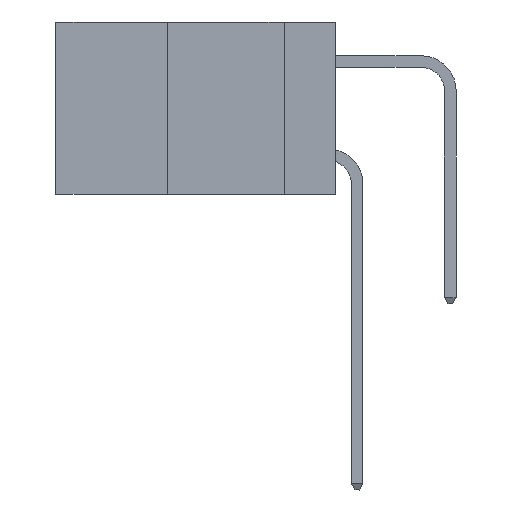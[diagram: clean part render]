
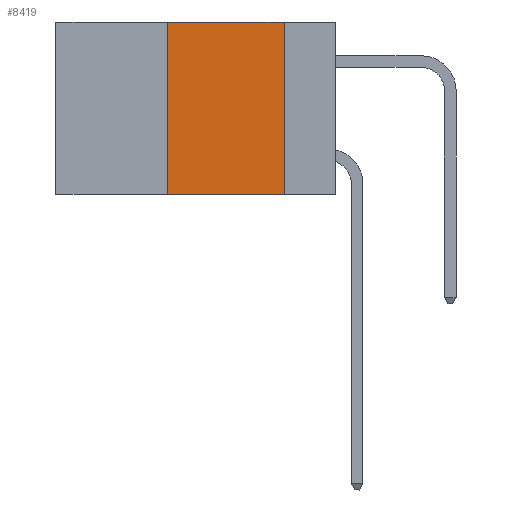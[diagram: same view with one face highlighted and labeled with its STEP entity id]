
A CAD part, left-side view. The second image highlights one B-rep face of the part: STEP entity #8419.
In plain terms, the highlighted planar face has unit normal (-1, 0, 0).
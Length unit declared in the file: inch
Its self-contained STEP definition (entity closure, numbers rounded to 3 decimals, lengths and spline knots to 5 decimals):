
#197 = VERTEX_POINT ( 'NONE', #7222 ) ;
#212 = VECTOR ( 'NONE', #6541, 39.37008 ) ;
#821 = VECTOR ( 'NONE', #6189, 39.37008 ) ;
#1265 = ORIENTED_EDGE ( 'NONE', *, *, #6900, .F. ) ;
#1724 = LINE ( 'NONE', #3533, #1880 ) ;
#1770 = VERTEX_POINT ( 'NONE', #5725 ) ;
#1801 = VERTEX_POINT ( 'NONE', #8076 ) ;
#1880 = VECTOR ( 'NONE', #4376, 39.37008 ) ;
#1944 = DIRECTION ( 'NONE',  ( 1., 0., 0. ) ) ;
#2329 = LINE ( 'NONE', #11049, #4773 ) ;
#3303 = ORIENTED_EDGE ( 'NONE', *, *, #7168, .F. ) ;
#3533 = CARTESIAN_POINT ( 'NONE',  ( 0., 0.36, 0. ) ) ;
#3817 = LINE ( 'NONE', #7246, #821 ) ;
#4063 = AXIS2_PLACEMENT_3D ( 'NONE', #4537, #1944, #6115 ) ;
#4376 = DIRECTION ( 'NONE',  ( 0., 0., 1. ) ) ;
#4537 = CARTESIAN_POINT ( 'NONE',  ( 0., 0.6, 0. ) ) ;
#4597 = PLANE ( 'NONE',  #4063 ) ;
#4773 = VECTOR ( 'NONE', #4934, 39.37008 ) ;
#4850 = LINE ( 'NONE', #10798, #212 ) ;
#4934 = DIRECTION ( 'NONE',  ( 0., 0., -1. ) ) ;
#4939 = EDGE_CURVE ( 'NONE', #197, #1801, #4850, .T. ) ;
#5279 = FACE_OUTER_BOUND ( 'NONE', #10439, .T. ) ;
#5725 = CARTESIAN_POINT ( 'NONE',  ( 0., 0.11, 0. ) ) ;
#6115 = DIRECTION ( 'NONE',  ( 0., 0., -1. ) ) ;
#6189 = DIRECTION ( 'NONE',  ( 0., -1., 0. ) ) ;
#6541 = DIRECTION ( 'NONE',  ( 0., -1., 0. ) ) ;
#6808 = ORIENTED_EDGE ( 'NONE', *, *, #4939, .T. ) ;
#6900 = EDGE_CURVE ( 'NONE', #197, #10633, #1724, .T. ) ;
#7168 = EDGE_CURVE ( 'NONE', #1770, #1801, #2329, .T. ) ;
#7222 = CARTESIAN_POINT ( 'NONE',  ( 0., 0.36, -0.37 ) ) ;
#7246 = CARTESIAN_POINT ( 'NONE',  ( 0., 0.6, 0. ) ) ;
#8076 = CARTESIAN_POINT ( 'NONE',  ( 0., 0.11, -0.37 ) ) ;
#8268 = CARTESIAN_POINT ( 'NONE',  ( 0., 0.36, 0. ) ) ;
#8419 = ADVANCED_FACE ( 'NONE', ( #5279 ), #4597, .F. ) ;
#8837 = ORIENTED_EDGE ( 'NONE', *, *, #9281, .F. ) ;
#9281 = EDGE_CURVE ( 'NONE', #10633, #1770, #3817, .T. ) ;
#10439 = EDGE_LOOP ( 'NONE', ( #3303, #8837, #1265, #6808 ) ) ;
#10633 = VERTEX_POINT ( 'NONE', #8268 ) ;
#10798 = CARTESIAN_POINT ( 'NONE',  ( 0., 0.6, -0.37 ) ) ;
#11049 = CARTESIAN_POINT ( 'NONE',  ( 0., 0.11, 0. ) ) ;
